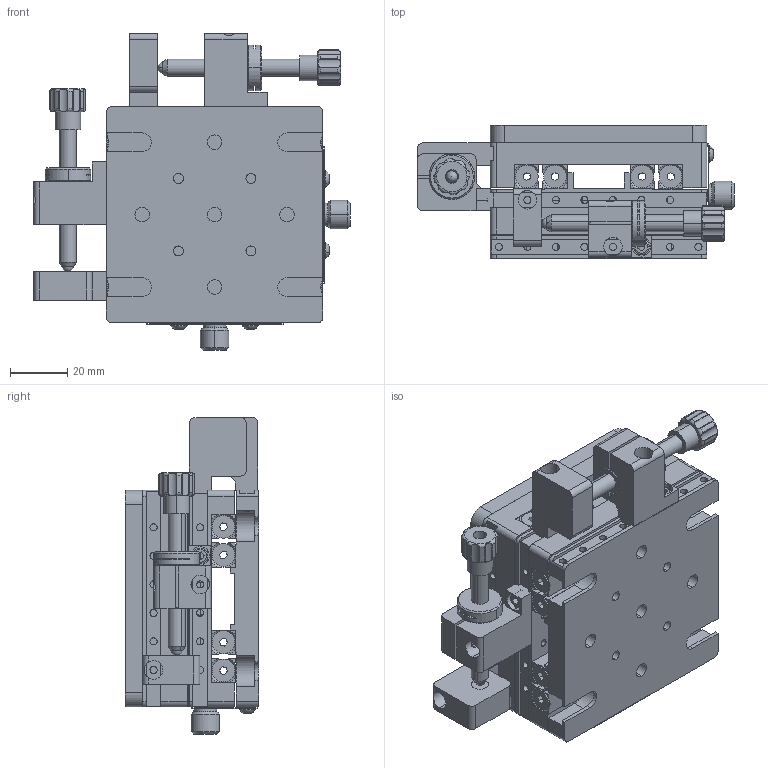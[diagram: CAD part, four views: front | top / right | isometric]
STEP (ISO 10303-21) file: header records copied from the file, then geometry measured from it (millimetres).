
FILE_DESCRIPTION (( 'STEP AP214' ), '1' );
FILE_NAME ('06DTS-1-ASL.STEP', '2018-03-21T07:50:07', ( '' ), ( '' ), 'SwSTEP 2.0', 'SolidWorks 2016', '' );
FILE_SCHEMA (( 'AUTOMOTIVE_DESIGN' ));
Length unit declared in the file: millimetre
Products named in the file (1): 06DTS-1-ASL
Bounding box: 111.1 x 46.7 x 111.1 mm (x, y, z)
Surface area: 101473.6 mm2 (no closed solid volume)
Topology: 0 solids, 66 shells, 974 faces, 3067 edges, 2083 vertices
Faces by surface type: plane 499, cylinder 335, cone 108, torus 20, sphere 12
Entity records: 46437 total; most frequent: CARTESIAN_POINT 8608, DIRECTION 5658, ORIENTED_EDGE 5237, EDGE_CURVE 3045, VERTEX_POINT 2077, AXIS2_PLACEMENT_3D 1999, LINE 1660, VECTOR 1660
